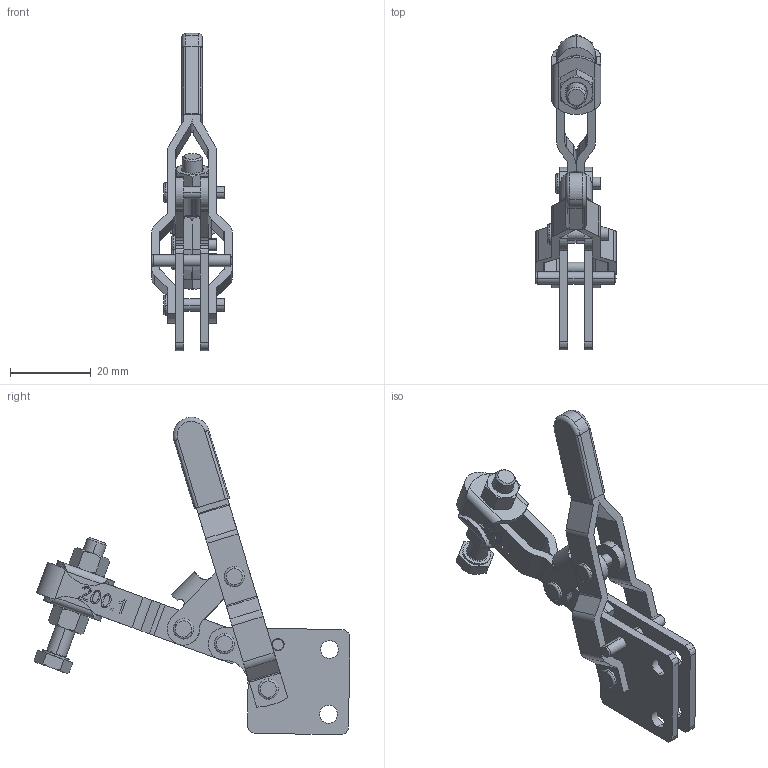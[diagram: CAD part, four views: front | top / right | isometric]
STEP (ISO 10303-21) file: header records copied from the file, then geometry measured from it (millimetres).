
FILE_DESCRIPTION((''),'2;1');
FILE_NAME('200.1-opened.stp','2005-09-27T17:52:53',('Kysilko'),(''),'Autodesk Inventor 8','Autodesk Inventor 8','');
FILE_SCHEMA(('AUTOMOTIVE_DESIGN { 1 0 10303 214 1 1 1 1 }'));
Length unit declared in the file: millimetre
Products named in the file (1): Part56
Bounding box: 20 x 78.1 x 78.47 mm (x, y, z)
Volume: 9811.4 mm3; surface area: 10195.3 mm2
Topology: 1 solids, 3 shells, 431 faces, 1166 edges, 747 vertices
Faces by surface type: cylinder 152, plane 138, bspline 77, cone 52, torus 10, sphere 2
Entity records: 16061 total; most frequent: CARTESIAN_POINT 5394, ORIENTED_EDGE 2320, DIRECTION 2156, EDGE_CURVE 1160, AXIS2_PLACEMENT_3D 807, VERTEX_POINT 747, VECTOR 542, LINE 542
